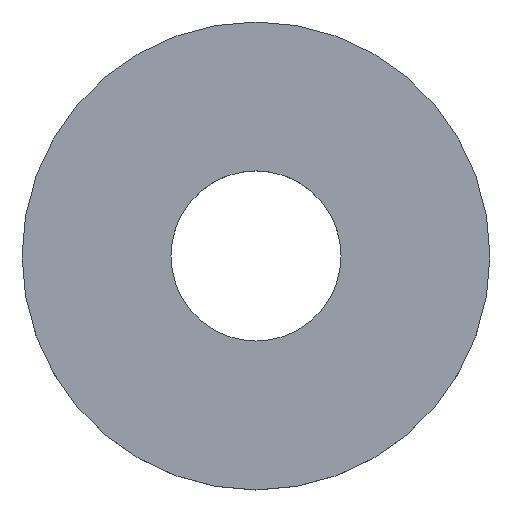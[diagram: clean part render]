
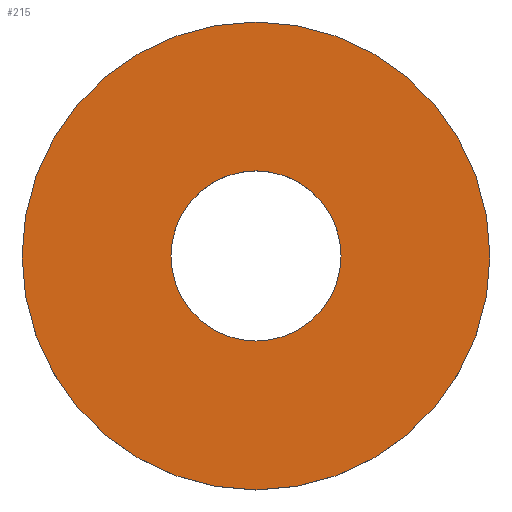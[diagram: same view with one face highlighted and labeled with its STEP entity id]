
A CAD part, top view. The second image highlights one B-rep face of the part: STEP entity #215.
In plain terms, the highlighted planar face has unit normal (0, 0, 1).
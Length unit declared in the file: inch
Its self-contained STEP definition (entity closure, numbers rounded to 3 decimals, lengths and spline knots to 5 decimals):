
#4 = DIRECTION ( 'NONE',  ( 1., 0., 0. ) ) ;
#5 = DIRECTION ( 'NONE',  ( 0., 0., 1. ) ) ;
#6 = CARTESIAN_POINT ( 'NONE',  ( 0., 0., 0.25 ) ) ;
#7 = PLANE ( 'NONE',  #187 ) ;
#18 = DIRECTION ( 'NONE',  ( 1., 0., 0. ) ) ;
#19 = DIRECTION ( 'NONE',  ( 0., 0., 1. ) ) ;
#20 = CARTESIAN_POINT ( 'NONE',  ( 0., 0., 0.25 ) ) ;
#27 = DIRECTION ( 'NONE',  ( 1., 0., 0. ) ) ;
#28 = DIRECTION ( 'NONE',  ( 0., 0., 1. ) ) ;
#35 = CARTESIAN_POINT ( 'NONE',  ( 0., 0., 0.25 ) ) ;
#36 = DIRECTION ( 'NONE',  ( 1., 0., 0. ) ) ;
#37 = DIRECTION ( 'NONE',  ( 0., 0., 1. ) ) ;
#38 = CARTESIAN_POINT ( 'NONE',  ( 0., 0., 0.25 ) ) ;
#39 = DIRECTION ( 'NONE',  ( 1., 0., 0. ) ) ;
#40 = DIRECTION ( 'NONE',  ( 0., 0., 1. ) ) ;
#41 = CARTESIAN_POINT ( 'NONE',  ( 0., 0., 0.25 ) ) ;
#54 = EDGE_LOOP ( 'NONE', ( #98, #93 ) ) ;
#68 = CARTESIAN_POINT ( 'NONE',  ( 0.5, 0., 0.25 ) ) ;
#70 = CARTESIAN_POINT ( 'NONE',  ( -0.5, 0., 0.25 ) ) ;
#73 = CARTESIAN_POINT ( 'NONE',  ( -1.375, 0., 0.25 ) ) ;
#74 = CARTESIAN_POINT ( 'NONE',  ( 1.375, 0., 0.25 ) ) ;
#75 = VERTEX_POINT ( 'NONE', #74 ) ;
#76 = VERTEX_POINT ( 'NONE', #73 ) ;
#79 = VERTEX_POINT ( 'NONE', #70 ) ;
#81 = VERTEX_POINT ( 'NONE', #68 ) ;
#83 = ORIENTED_EDGE ( 'NONE', *, *, #205, .F. ) ;
#84 = ORIENTED_EDGE ( 'NONE', *, *, #211, .F. ) ;
#93 = ORIENTED_EDGE ( 'NONE', *, *, #202, .T. ) ;
#98 = ORIENTED_EDGE ( 'NONE', *, *, #208, .T. ) ;
#109 = EDGE_LOOP ( 'NONE', ( #83, #84 ) ) ;
#161 = CIRCLE ( 'NONE', #171, 0.5 ) ;
#167 = AXIS2_PLACEMENT_3D ( 'NONE', #41, #40, #39 ) ;
#168 = AXIS2_PLACEMENT_3D ( 'NONE', #38, #37, #36 ) ;
#169 = AXIS2_PLACEMENT_3D ( 'NONE', #35, #28, #27 ) ;
#171 = AXIS2_PLACEMENT_3D ( 'NONE', #20, #19, #18 ) ;
#181 = FACE_BOUND ( 'NONE', #109, .T. ) ;
#183 = FACE_OUTER_BOUND ( 'NONE', #54, .T. ) ;
#187 = AXIS2_PLACEMENT_3D ( 'NONE', #6, #5, #4 ) ;
#202 = EDGE_CURVE ( 'NONE', #75, #76, #218, .T. ) ;
#205 = EDGE_CURVE ( 'NONE', #79, #81, #221, .T. ) ;
#208 = EDGE_CURVE ( 'NONE', #76, #75, #223, .T. ) ;
#211 = EDGE_CURVE ( 'NONE', #81, #79, #161, .T. ) ;
#215 = ADVANCED_FACE ( 'NONE', ( #183, #181 ), #7, .T. ) ;
#218 = CIRCLE ( 'NONE', #167, 1.375 ) ;
#221 = CIRCLE ( 'NONE', #168, 0.5 ) ;
#223 = CIRCLE ( 'NONE', #169, 1.375 ) ;
